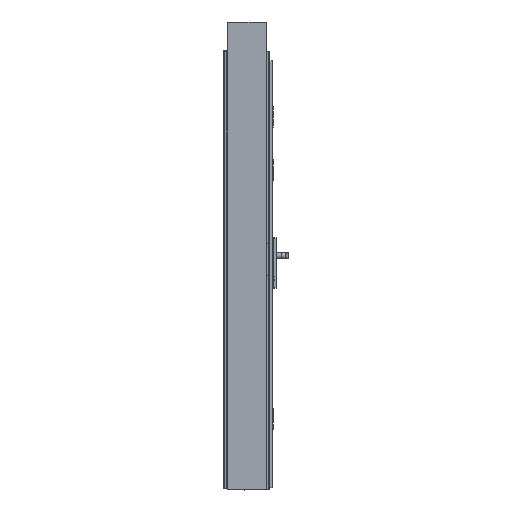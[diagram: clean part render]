
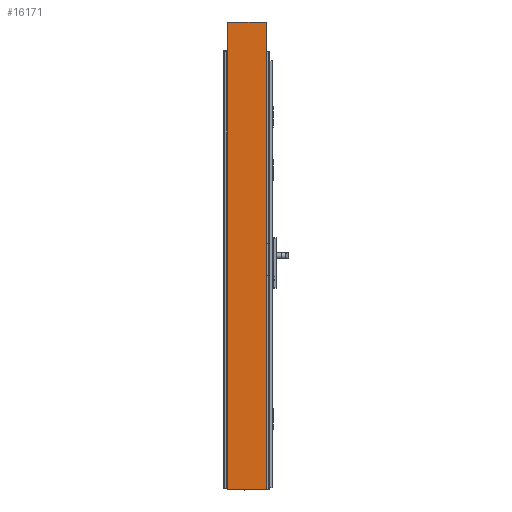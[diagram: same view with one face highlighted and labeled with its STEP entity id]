
A CAD part, left-side view. The second image highlights one B-rep face of the part: STEP entity #16171.
In plain terms, the highlighted planar face has unit normal (-1, 0, 0).
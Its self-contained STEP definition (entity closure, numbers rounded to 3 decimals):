
#16171=ADVANCED_FACE('',(#28671),#24231,.T.);
#24231=PLANE('',#141327);
#28671=FACE_OUTER_BOUND('',#35746,.T.);
#35746=EDGE_LOOP('',(#45062,#45063,#45064,#45065));
#45062=ORIENTED_EDGE('',*,*,#96511,.T.);
#45063=ORIENTED_EDGE('',*,*,#96510,.T.);
#45064=ORIENTED_EDGE('',*,*,#96512,.F.);
#45065=ORIENTED_EDGE('',*,*,#96490,.T.);
#83654=VERTEX_POINT('',#187004);
#83656=VERTEX_POINT('',#187007);
#83668=VERTEX_POINT('',#187043);
#83669=VERTEX_POINT('',#187045);
#96490=EDGE_CURVE('',#83656,#83654,#115800,.T.);
#96510=EDGE_CURVE('',#83668,#83669,#115820,.T.);
#96511=EDGE_CURVE('',#83654,#83668,#115821,.T.);
#96512=EDGE_CURVE('',#83656,#83669,#115822,.T.);
#115800=LINE('',#187006,#128445);
#115820=LINE('',#187046,#128465);
#115821=LINE('',#187048,#128466);
#115822=LINE('',#187049,#128467);
#128445=VECTOR('',#152258,1.);
#128465=VECTOR('',#152290,1.);
#128466=VECTOR('',#152293,1.);
#128467=VECTOR('',#152294,1.);
#141327=AXIS2_PLACEMENT_3D('',#187050,#152295,#152296);
#152258=DIRECTION('',(0.,-1.,0.));
#152290=DIRECTION('',(0.,1.,0.));
#152293=DIRECTION('',(0.,0.,1.));
#152294=DIRECTION('',(0.,0.,1.));
#152295=DIRECTION('',(-1.,0.,0.));
#152296=DIRECTION('',(0.,0.,1.));
#187004=CARTESIAN_POINT('',(-507.5,-10.,-7.75));
#187006=CARTESIAN_POINT('',(-507.5,174.4,-7.75));
#187007=CARTESIAN_POINT('',(-507.5,174.4,-7.75));
#187043=CARTESIAN_POINT('',(-507.5,-10.,2215.25));
#187045=CARTESIAN_POINT('',(-507.5,174.4,2215.25));
#187046=CARTESIAN_POINT('',(-507.5,174.4,2215.25));
#187048=CARTESIAN_POINT('',(-507.5,-10.,2215.25));
#187049=CARTESIAN_POINT('',(-507.5,174.4,2215.25));
#187050=CARTESIAN_POINT('',(-507.5,174.4,2215.25));
